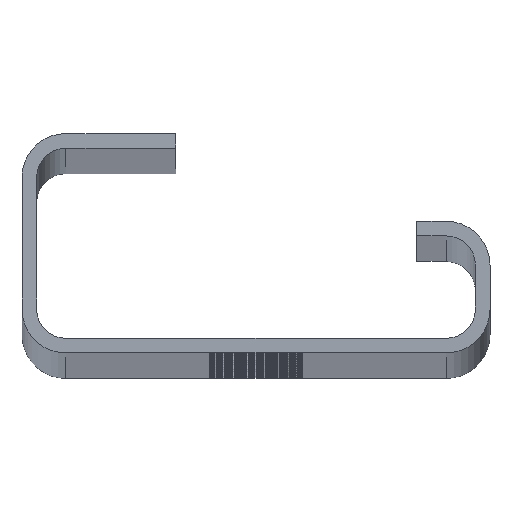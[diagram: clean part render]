
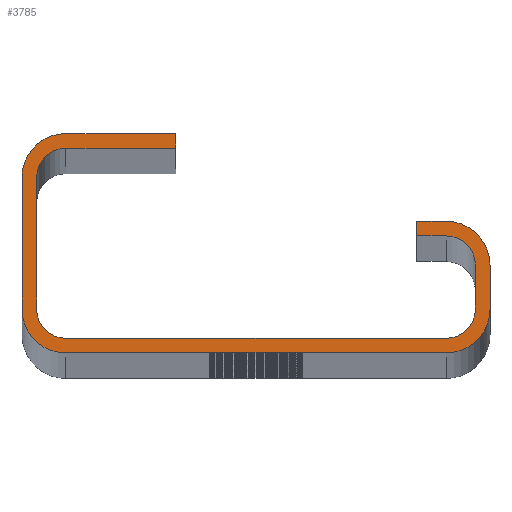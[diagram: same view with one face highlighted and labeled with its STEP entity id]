
A CAD part, top view. The second image highlights one B-rep face of the part: STEP entity #3785.
In plain terms, the highlighted planar face has unit normal (0, 0, 1).
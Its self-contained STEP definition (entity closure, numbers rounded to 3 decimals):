
#187=PLANE('',#4145);
#369=FACE_OUTER_BOUND('',#631,.T.);
#631=EDGE_LOOP('',(#3477,#3478,#3479,#3480,#3481,#3482,#3483,#3484,#3485,
#3486,#3487,#3488,#3489,#3490,#3491,#3492,#3493,#3494,#3495,#3496));
#955=LINE('',#6197,#1319);
#958=LINE('',#6203,#1322);
#962=LINE('',#6215,#1326);
#966=LINE('',#6227,#1330);
#970=LINE('',#6239,#1334);
#974=LINE('',#6251,#1338);
#977=LINE('',#6257,#1341);
#980=LINE('',#6263,#1344);
#984=LINE('',#6275,#1348);
#988=LINE('',#6287,#1352);
#992=LINE('',#6299,#1356);
#996=LINE('',#6309,#1360);
#1319=VECTOR('',#5113,1.);
#1322=VECTOR('',#5118,2.);
#1326=VECTOR('',#5130,3.);
#1330=VECTOR('',#5142,26.);
#1334=VECTOR('',#5154,9.);
#1338=VECTOR('',#5166,7.5);
#1341=VECTOR('',#5171,1.);
#1344=VECTOR('',#5176,7.5);
#1348=VECTOR('',#5188,9.);
#1352=VECTOR('',#5200,26.);
#1356=VECTOR('',#5212,3.);
#1360=VECTOR('',#5224,2.);
#1522=CIRCLE('',#4113,3.);
#1524=CIRCLE('',#4117,3.);
#1526=CIRCLE('',#4121,3.);
#1528=CIRCLE('',#4125,3.);
#1530=CIRCLE('',#4131,2.);
#1532=CIRCLE('',#4135,2.);
#1534=CIRCLE('',#4139,2.);
#1536=CIRCLE('',#4143,2.);
#1859=VERTEX_POINT('',#6194);
#1860=VERTEX_POINT('',#6196);
#1862=VERTEX_POINT('',#6202);
#1864=VERTEX_POINT('',#6208);
#1866=VERTEX_POINT('',#6214);
#1868=VERTEX_POINT('',#6220);
#1870=VERTEX_POINT('',#6226);
#1872=VERTEX_POINT('',#6232);
#1874=VERTEX_POINT('',#6238);
#1876=VERTEX_POINT('',#6244);
#1878=VERTEX_POINT('',#6250);
#1880=VERTEX_POINT('',#6256);
#1882=VERTEX_POINT('',#6262);
#1884=VERTEX_POINT('',#6268);
#1886=VERTEX_POINT('',#6274);
#1888=VERTEX_POINT('',#6280);
#1890=VERTEX_POINT('',#6286);
#1892=VERTEX_POINT('',#6292);
#1894=VERTEX_POINT('',#6298);
#1896=VERTEX_POINT('',#6304);
#2379=EDGE_CURVE('',#1860,#1859,#955,.T.);
#2382=EDGE_CURVE('',#1862,#1860,#958,.T.);
#2385=EDGE_CURVE('',#1864,#1862,#1522,.T.);
#2388=EDGE_CURVE('',#1866,#1864,#962,.T.);
#2391=EDGE_CURVE('',#1868,#1866,#1524,.T.);
#2394=EDGE_CURVE('',#1870,#1868,#966,.T.);
#2397=EDGE_CURVE('',#1872,#1870,#1526,.T.);
#2400=EDGE_CURVE('',#1874,#1872,#970,.T.);
#2403=EDGE_CURVE('',#1876,#1874,#1528,.T.);
#2406=EDGE_CURVE('',#1878,#1876,#974,.T.);
#2409=EDGE_CURVE('',#1880,#1878,#977,.T.);
#2412=EDGE_CURVE('',#1882,#1880,#980,.T.);
#2415=EDGE_CURVE('',#1884,#1882,#1530,.T.);
#2418=EDGE_CURVE('',#1886,#1884,#984,.T.);
#2421=EDGE_CURVE('',#1888,#1886,#1532,.T.);
#2424=EDGE_CURVE('',#1890,#1888,#988,.T.);
#2427=EDGE_CURVE('',#1892,#1890,#1534,.T.);
#2430=EDGE_CURVE('',#1894,#1892,#992,.T.);
#2433=EDGE_CURVE('',#1896,#1894,#1536,.T.);
#2436=EDGE_CURVE('',#1859,#1896,#996,.T.);
#3477=ORIENTED_EDGE('',*,*,#2436,.T.);
#3478=ORIENTED_EDGE('',*,*,#2433,.T.);
#3479=ORIENTED_EDGE('',*,*,#2430,.T.);
#3480=ORIENTED_EDGE('',*,*,#2427,.T.);
#3481=ORIENTED_EDGE('',*,*,#2424,.T.);
#3482=ORIENTED_EDGE('',*,*,#2421,.T.);
#3483=ORIENTED_EDGE('',*,*,#2418,.T.);
#3484=ORIENTED_EDGE('',*,*,#2415,.T.);
#3485=ORIENTED_EDGE('',*,*,#2412,.T.);
#3486=ORIENTED_EDGE('',*,*,#2409,.T.);
#3487=ORIENTED_EDGE('',*,*,#2406,.T.);
#3488=ORIENTED_EDGE('',*,*,#2403,.T.);
#3489=ORIENTED_EDGE('',*,*,#2400,.T.);
#3490=ORIENTED_EDGE('',*,*,#2397,.T.);
#3491=ORIENTED_EDGE('',*,*,#2394,.T.);
#3492=ORIENTED_EDGE('',*,*,#2391,.T.);
#3493=ORIENTED_EDGE('',*,*,#2388,.T.);
#3494=ORIENTED_EDGE('',*,*,#2385,.T.);
#3495=ORIENTED_EDGE('',*,*,#2382,.T.);
#3496=ORIENTED_EDGE('',*,*,#2379,.T.);
#3785=ADVANCED_FACE('',(#369),#187,.T.);
#4113=AXIS2_PLACEMENT_3D('',#6209,#5124,#5125);
#4117=AXIS2_PLACEMENT_3D('',#6221,#5136,#5137);
#4121=AXIS2_PLACEMENT_3D('',#6233,#5148,#5149);
#4125=AXIS2_PLACEMENT_3D('',#6245,#5160,#5161);
#4131=AXIS2_PLACEMENT_3D('',#6269,#5182,#5183);
#4135=AXIS2_PLACEMENT_3D('',#6281,#5194,#5195);
#4139=AXIS2_PLACEMENT_3D('',#6293,#5206,#5207);
#4143=AXIS2_PLACEMENT_3D('',#6305,#5218,#5219);
#4145=AXIS2_PLACEMENT_3D('',#6310,#5225,#5226);
#5113=DIRECTION('',(0.,-1.,0.));
#5118=DIRECTION('',(-1.,0.,0.));
#5124=DIRECTION('center_axis',(0.,0.,1.));
#5125=DIRECTION('ref_axis',(1.,0.,0.));
#5130=DIRECTION('',(0.,1.,0.));
#5136=DIRECTION('center_axis',(0.,0.,1.));
#5137=DIRECTION('ref_axis',(0.,-1.,0.));
#5142=DIRECTION('',(1.,0.,0.));
#5148=DIRECTION('center_axis',(0.,0.,1.));
#5149=DIRECTION('ref_axis',(-1.,0.,0.));
#5154=DIRECTION('',(0.,-1.,0.));
#5160=DIRECTION('center_axis',(0.,0.,1.));
#5161=DIRECTION('ref_axis',(0.,1.,0.));
#5166=DIRECTION('',(-1.,0.,0.));
#5171=DIRECTION('',(0.,1.,0.));
#5176=DIRECTION('',(1.,0.,0.));
#5182=DIRECTION('center_axis',(0.,0.,-1.));
#5183=DIRECTION('ref_axis',(0.,-1.,0.));
#5188=DIRECTION('',(0.,1.,0.));
#5194=DIRECTION('center_axis',(0.,0.,-1.));
#5195=DIRECTION('ref_axis',(1.,0.,0.));
#5200=DIRECTION('',(-1.,0.,0.));
#5206=DIRECTION('center_axis',(0.,0.,-1.));
#5207=DIRECTION('ref_axis',(0.,1.,0.));
#5212=DIRECTION('',(0.,-1.,0.));
#5218=DIRECTION('center_axis',(0.,0.,-1.));
#5219=DIRECTION('ref_axis',(-1.,0.,0.));
#5224=DIRECTION('',(1.,0.,0.));
#5225=DIRECTION('center_axis',(0.,0.,1.));
#5226=DIRECTION('ref_axis',(1.,0.,0.));
#6194=CARTESIAN_POINT('',(11.,0.5,1000.));
#6196=CARTESIAN_POINT('',(11.,1.5,1000.));
#6197=CARTESIAN_POINT('',(11.,1.5,1000.));
#6202=CARTESIAN_POINT('',(13.,1.5,1000.));
#6203=CARTESIAN_POINT('',(13.,1.5,1000.));
#6208=CARTESIAN_POINT('',(16.,-1.5,1000.));
#6209=CARTESIAN_POINT('Origin',(13.,-1.5,1000.));
#6214=CARTESIAN_POINT('',(16.,-4.5,1000.));
#6215=CARTESIAN_POINT('',(16.,-4.5,1000.));
#6220=CARTESIAN_POINT('',(13.,-7.5,1000.));
#6221=CARTESIAN_POINT('Origin',(13.,-4.5,1000.));
#6226=CARTESIAN_POINT('',(-13.,-7.5,1000.));
#6227=CARTESIAN_POINT('',(-13.,-7.5,1000.));
#6232=CARTESIAN_POINT('',(-16.,-4.5,1000.));
#6233=CARTESIAN_POINT('Origin',(-13.,-4.5,1000.));
#6238=CARTESIAN_POINT('',(-16.,4.5,1000.));
#6239=CARTESIAN_POINT('',(-16.,4.5,1000.));
#6244=CARTESIAN_POINT('',(-13.,7.5,1000.));
#6245=CARTESIAN_POINT('Origin',(-13.,4.5,1000.));
#6250=CARTESIAN_POINT('',(-5.5,7.5,1000.));
#6251=CARTESIAN_POINT('',(-5.5,7.5,1000.));
#6256=CARTESIAN_POINT('',(-5.5,6.5,1000.));
#6257=CARTESIAN_POINT('',(-5.5,6.5,1000.));
#6262=CARTESIAN_POINT('',(-13.,6.5,1000.));
#6263=CARTESIAN_POINT('',(-13.,6.5,1000.));
#6268=CARTESIAN_POINT('',(-15.,4.5,1000.));
#6269=CARTESIAN_POINT('Origin',(-13.,4.5,1000.));
#6274=CARTESIAN_POINT('',(-15.,-4.5,1000.));
#6275=CARTESIAN_POINT('',(-15.,-4.5,1000.));
#6280=CARTESIAN_POINT('',(-13.,-6.5,1000.));
#6281=CARTESIAN_POINT('Origin',(-13.,-4.5,1000.));
#6286=CARTESIAN_POINT('',(13.,-6.5,1000.));
#6287=CARTESIAN_POINT('',(13.,-6.5,1000.));
#6292=CARTESIAN_POINT('',(15.,-4.5,1000.));
#6293=CARTESIAN_POINT('Origin',(13.,-4.5,1000.));
#6298=CARTESIAN_POINT('',(15.,-1.5,1000.));
#6299=CARTESIAN_POINT('',(15.,-1.5,1000.));
#6304=CARTESIAN_POINT('',(13.,0.5,1000.));
#6305=CARTESIAN_POINT('Origin',(13.,-1.5,1000.));
#6309=CARTESIAN_POINT('',(11.,0.5,1000.));
#6310=CARTESIAN_POINT('Origin',(-2.25,-2.491,1000.));
